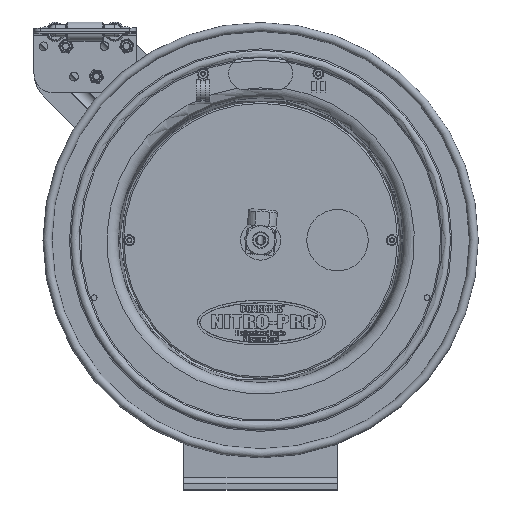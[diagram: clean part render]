
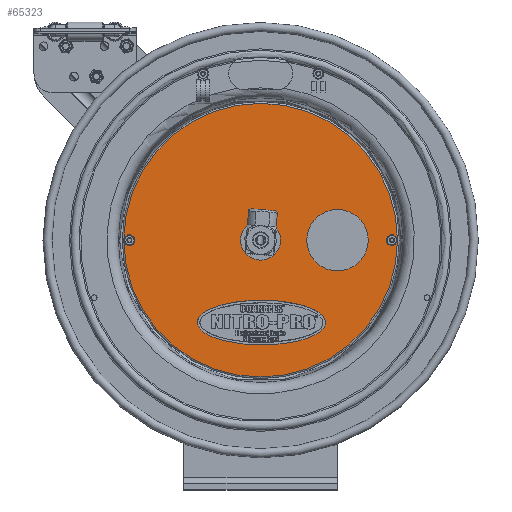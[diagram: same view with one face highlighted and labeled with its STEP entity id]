
A CAD part, top view. The second image highlights one B-rep face of the part: STEP entity #65323.
In plain terms, the highlighted planar face has unit normal (0, 0, 1).
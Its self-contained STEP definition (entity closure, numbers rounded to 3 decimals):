
#17043=FACE_BOUND('',#21366,.T.);
#17044=FACE_BOUND('',#21367,.T.);
#17045=FACE_BOUND('',#21368,.T.);
#17523=PLANE('',#68254);
#18904=FACE_OUTER_BOUND('',#21365,.T.);
#21365=EDGE_LOOP('',(#46531,#46532));
#21366=EDGE_LOOP('',(#46533));
#21367=EDGE_LOOP('',(#46534));
#21368=EDGE_LOOP('',(#46535));
#24305=CIRCLE('',#68249,5.345);
#24306=CIRCLE('',#68250,5.345);
#24310=CIRCLE('',#68255,0.1);
#24311=CIRCLE('',#68256,0.1);
#24312=CIRCLE('',#68257,0.65);
#26245=VERTEX_POINT('',#87075);
#26246=VERTEX_POINT('',#87076);
#26249=VERTEX_POINT('',#87085);
#26250=VERTEX_POINT('',#87087);
#26251=VERTEX_POINT('',#87089);
#35207=EDGE_CURVE('',#26245,#26246,#24305,.T.);
#35208=EDGE_CURVE('',#26246,#26245,#24306,.T.);
#35212=EDGE_CURVE('',#26249,#26249,#24310,.T.);
#35213=EDGE_CURVE('',#26250,#26250,#24311,.T.);
#35214=EDGE_CURVE('',#26251,#26251,#24312,.T.);
#46531=ORIENTED_EDGE('',*,*,#35207,.T.);
#46532=ORIENTED_EDGE('',*,*,#35208,.T.);
#46533=ORIENTED_EDGE('',*,*,#35212,.T.);
#46534=ORIENTED_EDGE('',*,*,#35213,.T.);
#46535=ORIENTED_EDGE('',*,*,#35214,.T.);
#65323=ADVANCED_FACE('',(#18904,#17043,#17044,#17045),#17523,.T.);
#68249=AXIS2_PLACEMENT_3D('',#87077,#72311,#72312);
#68250=AXIS2_PLACEMENT_3D('',#87078,#72313,#72314);
#68254=AXIS2_PLACEMENT_3D('',#87084,#72321,#72322);
#68255=AXIS2_PLACEMENT_3D('',#87086,#72323,#72324);
#68256=AXIS2_PLACEMENT_3D('',#87088,#72325,#72326);
#68257=AXIS2_PLACEMENT_3D('',#87090,#72327,#72328);
#72311=DIRECTION('center_axis',(0.,0.,
1.));
#72312=DIRECTION('ref_axis',(0.,1.,0.));
#72313=DIRECTION('center_axis',(0.,0.,
1.));
#72314=DIRECTION('ref_axis',(0.,1.,0.));
#72321=DIRECTION('center_axis',(0.,0.,
1.));
#72322=DIRECTION('ref_axis',(1.,0.,0.));
#72323=DIRECTION('center_axis',(0.,0.,
-1.));
#72324=DIRECTION('ref_axis',(0.,1.,0.));
#72325=DIRECTION('center_axis',(0.,0.,
-1.));
#72326=DIRECTION('ref_axis',(0.,1.,0.));
#72327=DIRECTION('center_axis',(0.,0.,
-1.));
#72328=DIRECTION('ref_axis',(0.,-1.,0.));
#87075=CARTESIAN_POINT('',(-0.031,5.801,2.804));
#87076=CARTESIAN_POINT('',(-5.376,0.456,2.804));
#87077=CARTESIAN_POINT('Origin',(-0.031,0.456,
2.804));
#87078=CARTESIAN_POINT('Origin',(-0.031,0.456,
2.804));
#87084=CARTESIAN_POINT('Origin',(-0.031,3.129,2.804));
#87085=CARTESIAN_POINT('',(5.094,0.556,2.804));
#87086=CARTESIAN_POINT('Origin',(5.094,0.456,2.804));
#87087=CARTESIAN_POINT('',(-5.156,0.556,2.804));
#87088=CARTESIAN_POINT('Origin',(-5.156,0.456,2.804));
#87089=CARTESIAN_POINT('',(-0.031,1.106,2.804));
#87090=CARTESIAN_POINT('Origin',(-0.031,0.456,
2.804));
